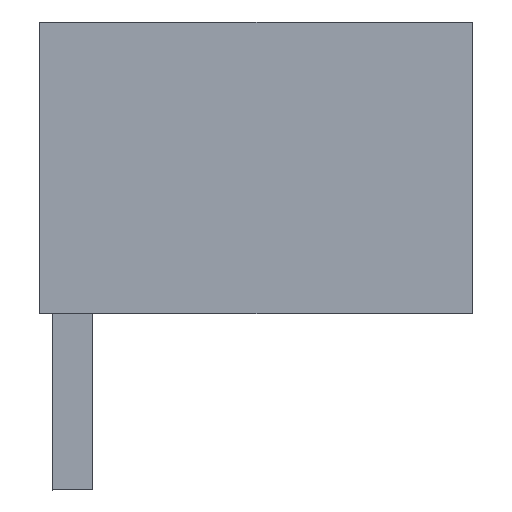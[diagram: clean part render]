
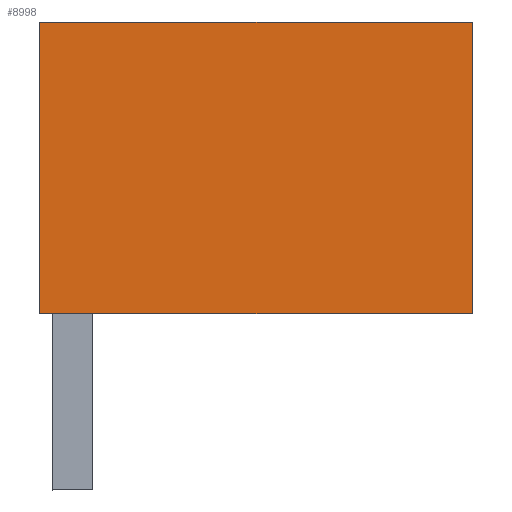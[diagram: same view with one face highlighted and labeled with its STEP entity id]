
A CAD part, left-side view. The second image highlights one B-rep face of the part: STEP entity #8998.
In plain terms, the highlighted planar face has unit normal (-1, 0, 0).
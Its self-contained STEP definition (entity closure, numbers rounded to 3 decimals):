
#8985=AXIS2_PLACEMENT_3D('Plane Axis2P3D',#8982,#8983,#8984) ;
#3020=CARTESIAN_POINT('Vertex',(0.,11.05,4.5)) ;
#3023=CARTESIAN_POINT('Line Origine',(0.,11.05,8.225)) ;
#3027=CARTESIAN_POINT('Vertex',(0.,11.05,11.95)) ;
#3623=CARTESIAN_POINT('Line Origine',(0.,5.525,4.5)) ;
#3627=CARTESIAN_POINT('Vertex',(0.,0.,4.5)) ;
#7412=CARTESIAN_POINT('Line Origine',(0.,5.525,11.95)) ;
#7416=CARTESIAN_POINT('Vertex',(0.,0.,11.95)) ;
#8982=CARTESIAN_POINT('Axis2P3D Location',(0.,11.05,1.3)) ;
#8987=CARTESIAN_POINT('Line Origine',(0.,0.,8.225)) ;
#3024=DIRECTION('Vector Direction',(0.,0.,-1.)) ;
#3624=DIRECTION('Vector Direction',(0.,1.,0.)) ;
#7413=DIRECTION('Vector Direction',(0.,-1.,0.)) ;
#8983=DIRECTION('Axis2P3D Direction',(-1.,0.,0.)) ;
#8984=DIRECTION('Axis2P3D XDirection',(0.,-1.,0.)) ;
#8988=DIRECTION('Vector Direction',(0.,0.,1.)) ;
#3025=VECTOR('Line Direction',#3024,1.) ;
#3625=VECTOR('Line Direction',#3624,1.) ;
#7414=VECTOR('Line Direction',#7413,1.) ;
#8989=VECTOR('Line Direction',#8988,1.) ;
#8993=ORIENTED_EDGE('',*,*,#3029,.T.) ;
#8994=ORIENTED_EDGE('',*,*,#3629,.T.) ;
#8995=ORIENTED_EDGE('',*,*,#8991,.T.) ;
#8996=ORIENTED_EDGE('',*,*,#7418,.T.) ;
#8998=ADVANCED_FACE('HOUSING',(#8997),#8986,.T.) ;
#3029=EDGE_CURVE('',#3028,#3021,#3026,.T.) ;
#3629=EDGE_CURVE('',#3021,#3628,#3626,.F.) ;
#7418=EDGE_CURVE('',#7417,#3028,#7415,.F.) ;
#8991=EDGE_CURVE('',#3628,#7417,#8990,.T.) ;
#8992=EDGE_LOOP('',(#8993,#8994,#8995,#8996)) ;
#8997=FACE_OUTER_BOUND('',#8992,.T.) ;
#3026=LINE('Line',#3023,#3025) ;
#3626=LINE('Line',#3623,#3625) ;
#7415=LINE('Line',#7412,#7414) ;
#8990=LINE('Line',#8987,#8989) ;
#8986=PLANE('',#8985) ;
#3021=VERTEX_POINT('',#3020) ;
#3028=VERTEX_POINT('',#3027) ;
#3628=VERTEX_POINT('',#3627) ;
#7417=VERTEX_POINT('',#7416) ;
